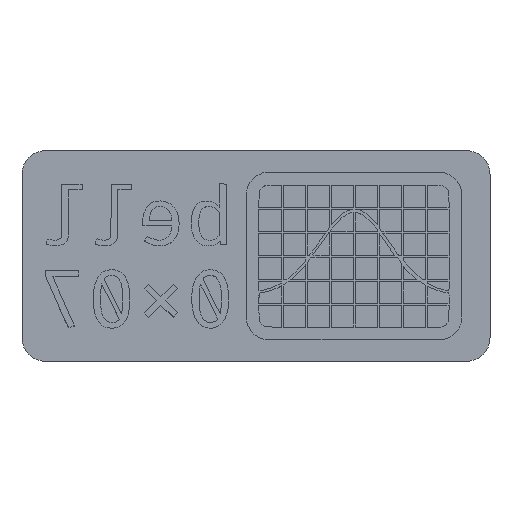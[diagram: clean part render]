
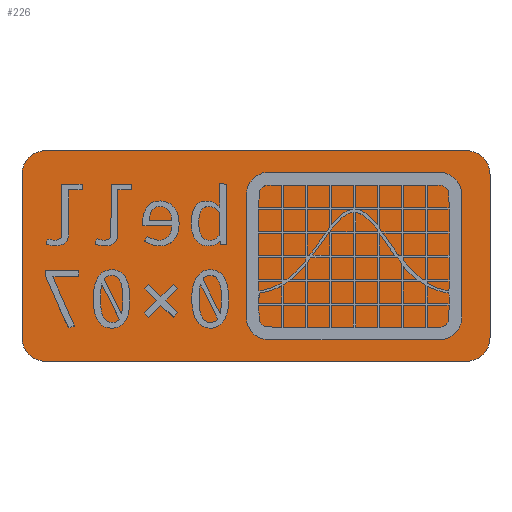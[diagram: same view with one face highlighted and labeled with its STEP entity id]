
A CAD part, top view. The second image highlights one B-rep face of the part: STEP entity #226.
In plain terms, the highlighted planar face has unit normal (0, 0, 1).
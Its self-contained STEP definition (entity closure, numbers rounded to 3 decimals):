
#32=CARTESIAN_POINT('',(5.776,-20.66,20.848));
#33=VERTEX_POINT('',#32);
#50=CARTESIAN_POINT('',(95.776,-20.66,20.848));
#51=VERTEX_POINT('',#50);
#58=CARTESIAN_POINT('',(5.776,-20.66,20.848));
#59=DIRECTION('',(1.,0.,-0.));
#60=VECTOR('',#59,90.);
#61=LINE('',#58,#60);
#62=EDGE_CURVE('',#33,#51,#61,.T.);
#72=CARTESIAN_POINT('',(100.776,-15.66,20.848));
#73=VERTEX_POINT('',#72);
#90=CARTESIAN_POINT('',(100.776,19.34,20.848));
#91=VERTEX_POINT('',#90);
#98=CARTESIAN_POINT('',(100.776,-15.66,20.848));
#99=DIRECTION('',(0.,1.,0.));
#100=VECTOR('',#99,35.);
#101=LINE('',#98,#100);
#102=EDGE_CURVE('',#73,#91,#101,.T.);
#112=CARTESIAN_POINT('',(95.776,24.34,20.848));
#113=VERTEX_POINT('',#112);
#130=CARTESIAN_POINT('',(5.776,24.34,20.848));
#131=VERTEX_POINT('',#130);
#138=CARTESIAN_POINT('',(95.776,24.34,20.848));
#139=DIRECTION('',(-1.,-0.,0.));
#140=VECTOR('',#139,90.);
#141=LINE('',#138,#140);
#142=EDGE_CURVE('',#113,#131,#141,.T.);
#152=CARTESIAN_POINT('',(0.776,19.34,20.848));
#153=VERTEX_POINT('',#152);
#170=CARTESIAN_POINT('',(0.776,-15.66,20.848));
#171=VERTEX_POINT('',#170);
#178=CARTESIAN_POINT('',(0.776,-15.66,20.848));
#179=DIRECTION('',(0.,1.,0.));
#180=VECTOR('',#179,35.);
#181=LINE('',#178,#180);
#182=EDGE_CURVE('',#171,#153,#181,.T.);
#187=CARTESIAN_POINT('',(0.776,-20.66,20.848));
#188=DIRECTION('',(0.,0.,1.));
#189=DIRECTION('',(1.,0.,0.));
#190=AXIS2_PLACEMENT_3D('',#187,#188,#189);
#191=PLANE('',#190);
#192=ORIENTED_EDGE('',*,*,#62,.T.);
#193=CARTESIAN_POINT('',(95.776,-15.66,20.848));
#194=DIRECTION('',(0.,0.,1.));
#195=DIRECTION('',(1.,0.,-0.));
#196=AXIS2_PLACEMENT_3D('',#193,#194,#195);
#197=CIRCLE('',#196,5.);
#198=EDGE_CURVE('',#51,#73,#197,.T.);
#199=ORIENTED_EDGE('',*,*,#198,.T.);
#200=ORIENTED_EDGE('',*,*,#102,.T.);
#201=CARTESIAN_POINT('',(95.776,19.34,20.848));
#202=DIRECTION('',(0.,0.,1.));
#203=DIRECTION('',(1.,0.,-0.));
#204=AXIS2_PLACEMENT_3D('',#201,#202,#203);
#205=CIRCLE('',#204,5.);
#206=EDGE_CURVE('',#91,#113,#205,.T.);
#207=ORIENTED_EDGE('',*,*,#206,.T.);
#208=ORIENTED_EDGE('',*,*,#142,.T.);
#209=CARTESIAN_POINT('',(5.776,19.34,20.848));
#210=DIRECTION('',(0.,0.,1.));
#211=DIRECTION('',(1.,0.,-0.));
#212=AXIS2_PLACEMENT_3D('',#209,#210,#211);
#213=CIRCLE('',#212,5.);
#214=EDGE_CURVE('',#131,#153,#213,.T.);
#215=ORIENTED_EDGE('',*,*,#214,.T.);
#216=ORIENTED_EDGE('',*,*,#182,.F.);
#217=CARTESIAN_POINT('',(5.776,-15.66,20.848));
#218=DIRECTION('',(0.,0.,1.));
#219=DIRECTION('',(1.,0.,-0.));
#220=AXIS2_PLACEMENT_3D('',#217,#218,#219);
#221=CIRCLE('',#220,5.);
#222=EDGE_CURVE('',#171,#33,#221,.T.);
#223=ORIENTED_EDGE('',*,*,#222,.T.);
#224=EDGE_LOOP('',(#192,#199,#200,#207,#208,#215,#216,#223));
#225=FACE_BOUND('',#224,.T.);
#226=ADVANCED_FACE('',(#225),#191,.T.);
